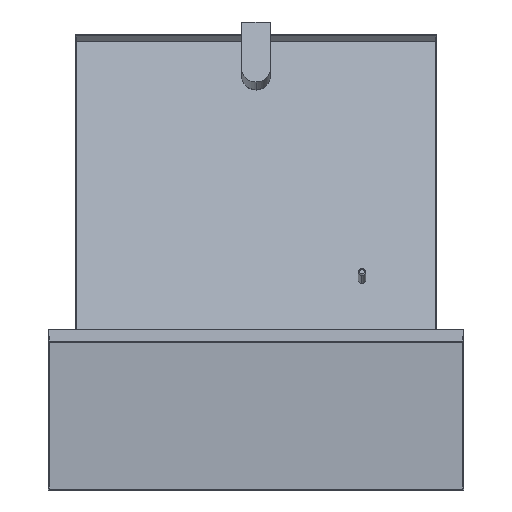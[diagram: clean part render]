
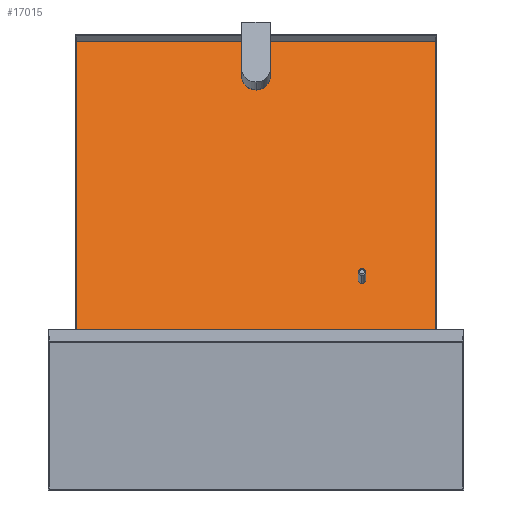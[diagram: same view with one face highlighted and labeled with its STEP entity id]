
A CAD part, left-side view. The second image highlights one B-rep face of the part: STEP entity #17015.
In plain terms, the highlighted face is planar.
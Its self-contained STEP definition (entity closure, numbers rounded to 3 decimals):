
#678 = VERTEX_POINT ( 'NONE', #1333 ) ;
#696 = DIRECTION ( 'NONE',  ( 0., 0., 1. ) ) ;
#766 = VERTEX_POINT ( 'NONE', #16824 ) ;
#833 = ORIENTED_EDGE ( 'NONE', *, *, #17401, .F. ) ;
#1333 = CARTESIAN_POINT ( 'NONE',  ( -90.5, 0., -1. ) ) ;
#1880 = CARTESIAN_POINT ( 'NONE',  ( 73., -85.5, -1. ) ) ;
#2137 = LINE ( 'NONE', #14725, #10879 ) ;
#2491 = CARTESIAN_POINT ( 'NONE',  ( 70., -85.5, -1. ) ) ;
#2748 = CARTESIAN_POINT ( 'NONE',  ( -102., 0., -1. ) ) ;
#2864 = EDGE_CURVE ( 'NONE', #6218, #17053, #2137, .T. ) ;
#3121 = LINE ( 'NONE', #18534, #11255 ) ;
#4001 = FACE_OUTER_BOUND ( 'NONE', #9145, .T. ) ;
#4141 = DIRECTION ( 'NONE',  ( 0., 0., -1. ) ) ;
#4259 = LINE ( 'NONE', #16798, #9855 ) ;
#4416 = VERTEX_POINT ( 'NONE', #2491 ) ;
#4469 = VERTEX_POINT ( 'NONE', #18648 ) ;
#4815 = DIRECTION ( 'NONE',  ( 1., 0., 0. ) ) ;
#5054 = DIRECTION ( 'NONE',  ( 0., 1., 0. ) ) ;
#5575 = ORIENTED_EDGE ( 'NONE', *, *, #5850, .F. ) ;
#5850 = EDGE_CURVE ( 'NONE', #17053, #11958, #4259, .T. ) ;
#6218 = VERTEX_POINT ( 'NONE', #8197 ) ;
#6828 = DIRECTION ( 'NONE',  ( 1., 0., 0. ) ) ;
#6967 = ORIENTED_EDGE ( 'NONE', *, *, #7816, .F. ) ;
#7667 = ORIENTED_EDGE ( 'NONE', *, *, #16500, .F. ) ;
#7716 = DIRECTION ( 'NONE',  ( 0., 0., 1. ) ) ;
#7816 = EDGE_CURVE ( 'NONE', #18416, #4416, #12011, .T. ) ;
#8088 = AXIS2_PLACEMENT_3D ( 'NONE', #21320, #7716, #12390 ) ;
#8141 = AXIS2_PLACEMENT_3D ( 'NONE', #10030, #696, #6828 ) ;
#8197 = CARTESIAN_POINT ( 'NONE',  ( 132., -144.5, -1. ) ) ;
#8225 = PLANE ( 'NONE',  #8141 ) ;
#9145 = EDGE_LOOP ( 'NONE', ( #12693, #5575, #20553, #7667 ) ) ;
#9226 = DIRECTION ( 'NONE',  ( 0., -1., 0. ) ) ;
#9373 = EDGE_CURVE ( 'NONE', #4469, #678, #17979, .T. ) ;
#9855 = VECTOR ( 'NONE', #15706, 1000. ) ;
#10030 = CARTESIAN_POINT ( 'NONE',  ( 0., 0., -1. ) ) ;
#10218 = AXIS2_PLACEMENT_3D ( 'NONE', #2748, #10246, #16036 ) ;
#10246 = DIRECTION ( 'NONE',  ( 0., 0., 1. ) ) ;
#10554 = VECTOR ( 'NONE', #9226, 1000. ) ;
#10879 = VECTOR ( 'NONE', #5054, 1000. ) ;
#11255 = VECTOR ( 'NONE', #12442, 1000. ) ;
#11958 = VERTEX_POINT ( 'NONE', #13455 ) ;
#12011 = CIRCLE ( 'NONE', #21601, 3. ) ;
#12237 = CARTESIAN_POINT ( 'NONE',  ( 132., 144.5, -1. ) ) ;
#12390 = DIRECTION ( 'NONE',  ( 1., 0., 0. ) ) ;
#12442 = DIRECTION ( 'NONE',  ( 1., 0., 0. ) ) ;
#12693 = ORIENTED_EDGE ( 'NONE', *, *, #18177, .F. ) ;
#13225 = LINE ( 'NONE', #18919, #10554 ) ;
#13394 = CARTESIAN_POINT ( 'NONE',  ( 76., -85.5, -1. ) ) ;
#13454 = AXIS2_PLACEMENT_3D ( 'NONE', #18095, #4141, #20949 ) ;
#13455 = CARTESIAN_POINT ( 'NONE',  ( -132., 144.5, -1. ) ) ;
#14031 = FACE_BOUND ( 'NONE', #15866, .T. ) ;
#14143 = DIRECTION ( 'NONE',  ( 0., 0., -1. ) ) ;
#14725 = CARTESIAN_POINT ( 'NONE',  ( 132., 0., -1. ) ) ;
#15706 = DIRECTION ( 'NONE',  ( -1., 0., 0. ) ) ;
#15866 = EDGE_LOOP ( 'NONE', ( #6967, #833 ) ) ;
#16036 = DIRECTION ( 'NONE',  ( 1., 0., 0. ) ) ;
#16500 = EDGE_CURVE ( 'NONE', #766, #6218, #3121, .T. ) ;
#16527 = EDGE_LOOP ( 'NONE', ( #20226, #21330 ) ) ;
#16798 = CARTESIAN_POINT ( 'NONE',  ( 0., 144.5, -1. ) ) ;
#16824 = CARTESIAN_POINT ( 'NONE',  ( -132., -144.5, -1. ) ) ;
#17015 = ADVANCED_FACE ( 'NONE', ( #19368, #4001, #14031 ), #8225, .F. ) ;
#17053 = VERTEX_POINT ( 'NONE', #12237 ) ;
#17148 = CIRCLE ( 'NONE', #13454, 3. ) ;
#17401 = EDGE_CURVE ( 'NONE', #4416, #18416, #17148, .T. ) ;
#17632 = EDGE_CURVE ( 'NONE', #678, #4469, #19836, .T. ) ;
#17979 = CIRCLE ( 'NONE', #8088, 11.5 ) ;
#18095 = CARTESIAN_POINT ( 'NONE',  ( 73., -85.5, -1. ) ) ;
#18177 = EDGE_CURVE ( 'NONE', #11958, #766, #13225, .T. ) ;
#18416 = VERTEX_POINT ( 'NONE', #13394 ) ;
#18534 = CARTESIAN_POINT ( 'NONE',  ( 0., -144.5, -1. ) ) ;
#18648 = CARTESIAN_POINT ( 'NONE',  ( -113.5, 0., -1. ) ) ;
#18919 = CARTESIAN_POINT ( 'NONE',  ( -132., 0., -1. ) ) ;
#19368 = FACE_BOUND ( 'NONE', #16527, .T. ) ;
#19836 = CIRCLE ( 'NONE', #10218, 11.5 ) ;
#20226 = ORIENTED_EDGE ( 'NONE', *, *, #17632, .T. ) ;
#20553 = ORIENTED_EDGE ( 'NONE', *, *, #2864, .F. ) ;
#20949 = DIRECTION ( 'NONE',  ( 1., 0., 0. ) ) ;
#21320 = CARTESIAN_POINT ( 'NONE',  ( -102., 0., -1. ) ) ;
#21330 = ORIENTED_EDGE ( 'NONE', *, *, #9373, .T. ) ;
#21601 = AXIS2_PLACEMENT_3D ( 'NONE', #1880, #14143, #4815 ) ;
